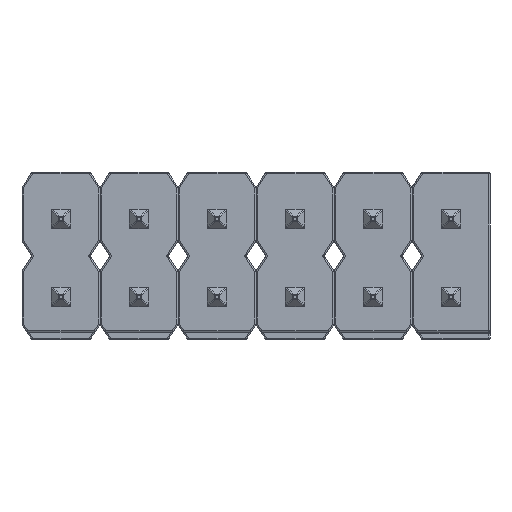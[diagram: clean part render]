
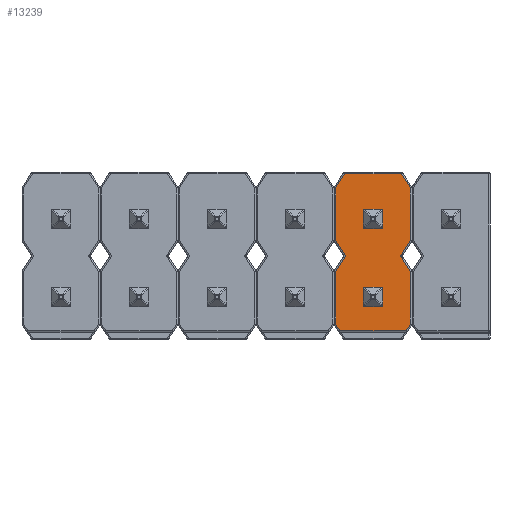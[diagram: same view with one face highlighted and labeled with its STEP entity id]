
A CAD part, front view. The second image highlights one B-rep face of the part: STEP entity #13239.
In plain terms, the highlighted planar face has unit normal (0, -1, 0).
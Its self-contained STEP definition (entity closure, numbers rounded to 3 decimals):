
#153 = ORIENTED_EDGE ( 'NONE', *, *, #973, .T. ) ;
#256 = LINE ( 'NONE', #13251, #14867 ) ;
#400 = EDGE_CURVE ( 'NONE', #4035, #13571, #2182, .T. ) ;
#458 = VERTEX_POINT ( 'NONE', #13825 ) ;
#548 = DIRECTION ( 'NONE',  ( 0., -1., 0. ) ) ;
#785 = ORIENTED_EDGE ( 'NONE', *, *, #8159, .T. ) ;
#973 = EDGE_CURVE ( 'NONE', #1239, #458, #12109, .T. ) ;
#1066 = CARTESIAN_POINT ( 'NONE',  ( -1.22, -0.96, 2.215 ) ) ;
#1106 = VERTEX_POINT ( 'NONE', #6999 ) ;
#1147 = VERTEX_POINT ( 'NONE', #6778 ) ;
#1190 = EDGE_CURVE ( 'NONE', #11285, #3073, #1260, .T. ) ;
#1203 = VECTOR ( 'NONE', #10600, 1000. ) ;
#1239 = VERTEX_POINT ( 'NONE', #5578 ) ;
#1260 = LINE ( 'NONE', #5752, #12822 ) ;
#1267 = CARTESIAN_POINT ( 'NONE',  ( 1.22, -0.96, -2.215 ) ) ;
#1602 = CARTESIAN_POINT ( 'NONE',  ( 1.009, -0.96, 0. ) ) ;
#1614 = LINE ( 'NONE', #11920, #12798 ) ;
#1700 = DIRECTION ( 'NONE',  ( -0.539, 0., 0.842 ) ) ;
#2037 = DIRECTION ( 'NONE',  ( 0., -1., 0. ) ) ;
#2182 = LINE ( 'NONE', #14537, #10313 ) ;
#2201 = LINE ( 'NONE', #13746, #11047 ) ;
#2238 = EDGE_CURVE ( 'NONE', #1147, #11285, #13488, .T. ) ;
#2372 = CARTESIAN_POINT ( 'NONE',  ( -0.921, -0.96, -0.054 ) ) ;
#2513 = EDGE_CURVE ( 'NONE', #11272, #1239, #8757, .T. ) ;
#2716 = EDGE_CURVE ( 'NONE', #5606, #9243, #2201, .T. ) ;
#2733 = EDGE_CURVE ( 'NONE', #5847, #10000, #5288, .T. ) ;
#2738 = DIRECTION ( 'NONE',  ( 0., 0., -1. ) ) ;
#3073 = VERTEX_POINT ( 'NONE', #8345 ) ;
#3214 = EDGE_CURVE ( 'NONE', #4952, #8700, #13403, .T. ) ;
#3270 = CARTESIAN_POINT ( 'NONE',  ( 1.22, -0.96, 0. ) ) ;
#3468 = CARTESIAN_POINT ( 'NONE',  ( -1.22, -0.96, 0. ) ) ;
#3635 = DIRECTION ( 'NONE',  ( 0., 0., -1. ) ) ;
#3957 = ORIENTED_EDGE ( 'NONE', *, *, #1190, .T. ) ;
#4035 = VERTEX_POINT ( 'NONE', #8181 ) ;
#4307 = PLANE ( 'NONE',  #12488 ) ;
#4314 = CARTESIAN_POINT ( 'NONE',  ( -0.623, -0.96, -0.405 ) ) ;
#4526 = CARTESIAN_POINT ( 'NONE',  ( 1.22, -0.96, 0.515 ) ) ;
#4605 = ORIENTED_EDGE ( 'NONE', *, *, #400, .T. ) ;
#4620 = ORIENTED_EDGE ( 'NONE', *, *, #6577, .F. ) ;
#4737 = VECTOR ( 'NONE', #11259, 1000. ) ;
#4753 = EDGE_CURVE ( 'NONE', #9243, #11540, #1614, .T. ) ;
#4794 = CARTESIAN_POINT ( 'NONE',  ( -1.22, -0.96, -0.515 ) ) ;
#4811 = ORIENTED_EDGE ( 'NONE', *, *, #3214, .T. ) ;
#4952 = VERTEX_POINT ( 'NONE', #2372 ) ;
#5045 = ORIENTED_EDGE ( 'NONE', *, *, #4753, .T. ) ;
#5248 = EDGE_CURVE ( 'NONE', #13571, #5606, #14733, .T. ) ;
#5288 = LINE ( 'NONE', #9423, #13785 ) ;
#5549 = VECTOR ( 'NONE', #10485, 1000. ) ;
#5578 = CARTESIAN_POINT ( 'NONE',  ( -1.22, -0.96, 0.515 ) ) ;
#5606 = VERTEX_POINT ( 'NONE', #13465 ) ;
#5661 = VECTOR ( 'NONE', #3635, 1000. ) ;
#5687 = FACE_OUTER_BOUND ( 'NONE', #14126, .T. ) ;
#5704 = CARTESIAN_POINT ( 'NONE',  ( -1.22, -0.96, 0. ) ) ;
#5752 = CARTESIAN_POINT ( 'NONE',  ( 0., -0.96, 2.68 ) ) ;
#5847 = VERTEX_POINT ( 'NONE', #12957 ) ;
#5874 = DIRECTION ( 'NONE',  ( -1., 0., 0. ) ) ;
#6019 = EDGE_CURVE ( 'NONE', #11540, #1106, #256, .T. ) ;
#6043 = CIRCLE ( 'NONE', #13531, 0.1 ) ;
#6577 = EDGE_CURVE ( 'NONE', #4952, #458, #14338, .T. ) ;
#6665 = ORIENTED_EDGE ( 'NONE', *, *, #2238, .T. ) ;
#6778 = CARTESIAN_POINT ( 'NONE',  ( 1.22, -0.96, 2.215 ) ) ;
#6851 = DIRECTION ( 'NONE',  ( 0., 0., -1. ) ) ;
#6876 = CARTESIAN_POINT ( 'NONE',  ( 1.108, -0.96, -2.43 ) ) ;
#6999 = CARTESIAN_POINT ( 'NONE',  ( 0.925, -0.96, -0.054 ) ) ;
#7383 = EDGE_CURVE ( 'NONE', #10000, #1147, #10866, .T. ) ;
#7471 = CARTESIAN_POINT ( 'NONE',  ( -1.005, -0.96, 0. ) ) ;
#7724 = VECTOR ( 'NONE', #8135, 1000. ) ;
#8135 = DIRECTION ( 'NONE',  ( -0.545, 0., -0.839 ) ) ;
#8159 = EDGE_CURVE ( 'NONE', #8700, #4035, #12476, .T. ) ;
#8181 = CARTESIAN_POINT ( 'NONE',  ( -1.22, -0.96, -2.215 ) ) ;
#8182 = ORIENTED_EDGE ( 'NONE', *, *, #14884, .T. ) ;
#8285 = DIRECTION ( 'NONE',  ( 0.545, 0., -0.839 ) ) ;
#8345 = CARTESIAN_POINT ( 'NONE',  ( -0.918, -0.96, 2.68 ) ) ;
#8647 = ORIENTED_EDGE ( 'NONE', *, *, #2513, .T. ) ;
#8655 = DIRECTION ( 'NONE',  ( 0., 0., -1. ) ) ;
#8663 = DIRECTION ( 'NONE',  ( -0.545, 0., -0.839 ) ) ;
#8700 = VERTEX_POINT ( 'NONE', #4794 ) ;
#8757 = LINE ( 'NONE', #3468, #5661 ) ;
#8965 = CARTESIAN_POINT ( 'NONE',  ( 0., -0.96, 0. ) ) ;
#9056 = VECTOR ( 'NONE', #6851, 1000. ) ;
#9243 = VERTEX_POINT ( 'NONE', #1267 ) ;
#9274 = DIRECTION ( 'NONE',  ( 0.545, 0., 0.839 ) ) ;
#9285 = CARTESIAN_POINT ( 'NONE',  ( -1.87, -0.96, 1.214 ) ) ;
#9323 = ORIENTED_EDGE ( 'NONE', *, *, #2733, .T. ) ;
#9351 = DIRECTION ( 'NONE',  ( 0.539, 0., 0.842 ) ) ;
#9423 = CARTESIAN_POINT ( 'NONE',  ( 0.632, -0.96, -0.404 ) ) ;
#9526 = ORIENTED_EDGE ( 'NONE', *, *, #5248, .T. ) ;
#9610 = ORIENTED_EDGE ( 'NONE', *, *, #6019, .T. ) ;
#9657 = DIRECTION ( 'NONE',  ( 0., -1., 0. ) ) ;
#9949 = VECTOR ( 'NONE', #8663, 1000. ) ;
#10000 = VERTEX_POINT ( 'NONE', #4526 ) ;
#10109 = DIRECTION ( 'NONE',  ( 0., 0., -1. ) ) ;
#10294 = CARTESIAN_POINT ( 'NONE',  ( 0.918, -0.96, 2.68 ) ) ;
#10313 = VECTOR ( 'NONE', #14525, 1000. ) ;
#10485 = DIRECTION ( 'NONE',  ( 1., 0., 0. ) ) ;
#10600 = DIRECTION ( 'NONE',  ( -0.545, 0., 0.839 ) ) ;
#10856 = CARTESIAN_POINT ( 'NONE',  ( 1.87, -0.96, 1.214 ) ) ;
#10866 = LINE ( 'NONE', #3270, #4737 ) ;
#11047 = VECTOR ( 'NONE', #9274, 1000. ) ;
#11136 = LINE ( 'NONE', #9285, #7724 ) ;
#11259 = DIRECTION ( 'NONE',  ( 0., 0., 1. ) ) ;
#11272 = VERTEX_POINT ( 'NONE', #1066 ) ;
#11285 = VERTEX_POINT ( 'NONE', #10294 ) ;
#11489 = ORIENTED_EDGE ( 'NONE', *, *, #7383, .T. ) ;
#11540 = VERTEX_POINT ( 'NONE', #14612 ) ;
#11736 = VECTOR ( 'NONE', #8285, 1000. ) ;
#11920 = CARTESIAN_POINT ( 'NONE',  ( 1.22, -0.96, 0. ) ) ;
#12109 = LINE ( 'NONE', #4314, #11736 ) ;
#12476 = LINE ( 'NONE', #5704, #9056 ) ;
#12488 = AXIS2_PLACEMENT_3D ( 'NONE', #8965, #2037, #10109 ) ;
#12664 = AXIS2_PLACEMENT_3D ( 'NONE', #7471, #548, #8655 ) ;
#12798 = VECTOR ( 'NONE', #13123, 1000. ) ;
#12822 = VECTOR ( 'NONE', #5874, 1000. ) ;
#12957 = CARTESIAN_POINT ( 'NONE',  ( 0.925, -0.96, 0.054 ) ) ;
#13123 = DIRECTION ( 'NONE',  ( 0., 0., 1. ) ) ;
#13239 = ADVANCED_FACE ( 'NONE', ( #5687 ), #4307, .T. ) ;
#13251 = CARTESIAN_POINT ( 'NONE',  ( 0.632, -0.96, 0.404 ) ) ;
#13294 = CARTESIAN_POINT ( 'NONE',  ( -1.081, -0.96, -2.43 ) ) ;
#13403 = LINE ( 'NONE', #14658, #9949 ) ;
#13464 = EDGE_CURVE ( 'NONE', #5847, #1106, #6043, .T. ) ;
#13465 = CARTESIAN_POINT ( 'NONE',  ( 1.081, -0.96, -2.43 ) ) ;
#13488 = LINE ( 'NONE', #10856, #1203 ) ;
#13531 = AXIS2_PLACEMENT_3D ( 'NONE', #1602, #9657, #2738 ) ;
#13571 = VERTEX_POINT ( 'NONE', #13294 ) ;
#13746 = CARTESIAN_POINT ( 'NONE',  ( 1.87, -0.96, -1.214 ) ) ;
#13785 = VECTOR ( 'NONE', #9351, 1000. ) ;
#13825 = CARTESIAN_POINT ( 'NONE',  ( -0.921, -0.96, 0.054 ) ) ;
#13910 = ORIENTED_EDGE ( 'NONE', *, *, #2716, .T. ) ;
#14126 = EDGE_LOOP ( 'NONE', ( #14663, #9323, #11489, #6665, #3957, #8182, #8647, #153, #4620, #4811, #785, #4605, #9526, #13910, #5045, #9610 ) ) ;
#14338 = CIRCLE ( 'NONE', #12664, 0.1 ) ;
#14525 = DIRECTION ( 'NONE',  ( 0.545, 0., -0.839 ) ) ;
#14537 = CARTESIAN_POINT ( 'NONE',  ( -1.87, -0.96, -1.214 ) ) ;
#14612 = CARTESIAN_POINT ( 'NONE',  ( 1.22, -0.96, -0.515 ) ) ;
#14658 = CARTESIAN_POINT ( 'NONE',  ( -0.623, -0.96, 0.405 ) ) ;
#14663 = ORIENTED_EDGE ( 'NONE', *, *, #13464, .F. ) ;
#14733 = LINE ( 'NONE', #6876, #5549 ) ;
#14867 = VECTOR ( 'NONE', #1700, 1000. ) ;
#14884 = EDGE_CURVE ( 'NONE', #3073, #11272, #11136, .T. ) ;
